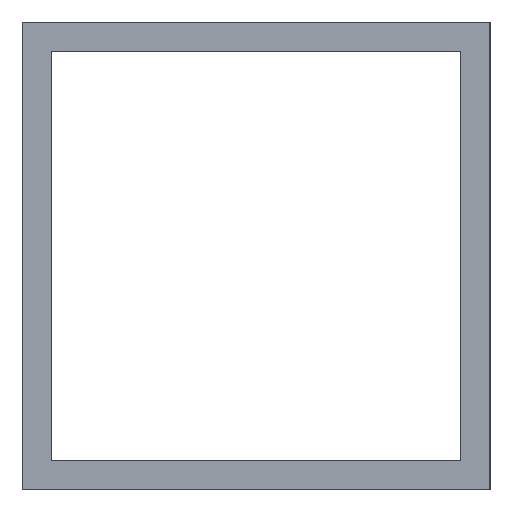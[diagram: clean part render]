
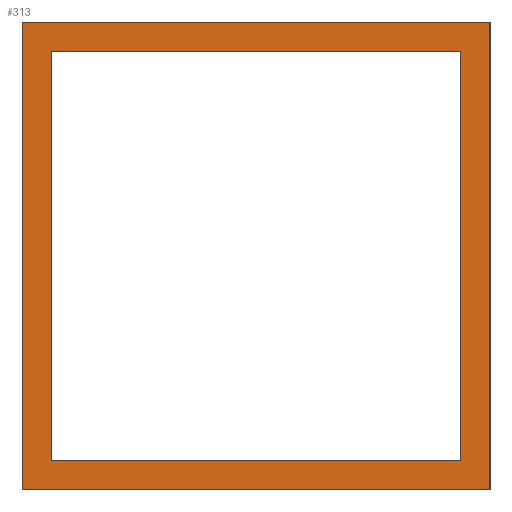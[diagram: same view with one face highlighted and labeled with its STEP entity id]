
A CAD part, left-side view. The second image highlights one B-rep face of the part: STEP entity #313.
In plain terms, the highlighted planar face has unit normal (-1, 0, 0).
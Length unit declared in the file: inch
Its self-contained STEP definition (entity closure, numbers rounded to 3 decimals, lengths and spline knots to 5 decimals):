
#7 = CARTESIAN_POINT ( 'NONE',  ( -29.5, 0., 0.4375 ) ) ;
#9 = CARTESIAN_POINT ( 'NONE',  ( -29.5, -0.4375, 0.4375 ) ) ;
#11 = ORIENTED_EDGE ( 'NONE', *, *, #88, .F. ) ;
#14 = DIRECTION ( 'NONE',  ( 0., 0., -1. ) ) ;
#15 = EDGE_LOOP ( 'NONE', ( #103, #45, #262, #67 ) ) ;
#19 = VERTEX_POINT ( 'NONE', #156 ) ;
#26 = VECTOR ( 'NONE', #276, 39.37008 ) ;
#36 = CARTESIAN_POINT ( 'NONE',  ( -29.5, -0.5, 0.5 ) ) ;
#37 = DIRECTION ( 'NONE',  ( 0., 1., 0. ) ) ;
#40 = DIRECTION ( 'NONE',  ( 0., 0., -1. ) ) ;
#42 = VECTOR ( 'NONE', #153, 39.37008 ) ;
#45 = ORIENTED_EDGE ( 'NONE', *, *, #252, .T. ) ;
#52 = EDGE_CURVE ( 'NONE', #293, #283, #208, .T. ) ;
#56 = LINE ( 'NONE', #301, #272 ) ;
#57 = VECTOR ( 'NONE', #37, 39.37008 ) ;
#60 = CARTESIAN_POINT ( 'NONE',  ( -29.5, 0.4375, 0.4375 ) ) ;
#64 = CARTESIAN_POINT ( 'NONE',  ( -29.5, -0.4375, -0.4375 ) ) ;
#66 = VECTOR ( 'NONE', #144, 39.37008 ) ;
#67 = ORIENTED_EDGE ( 'NONE', *, *, #270, .T. ) ;
#69 = PLANE ( 'NONE',  #265 ) ;
#74 = ORIENTED_EDGE ( 'NONE', *, *, #85, .F. ) ;
#85 = EDGE_CURVE ( 'NONE', #283, #147, #112, .T. ) ;
#87 = LINE ( 'NONE', #330, #26 ) ;
#88 = EDGE_CURVE ( 'NONE', #19, #293, #218, .T. ) ;
#94 = VERTEX_POINT ( 'NONE', #9 ) ;
#95 = CARTESIAN_POINT ( 'NONE',  ( -29.5, 0.5, -0.5 ) ) ;
#97 = CARTESIAN_POINT ( 'NONE',  ( -29.5, 0.5, 0.5 ) ) ;
#103 = ORIENTED_EDGE ( 'NONE', *, *, #172, .T. ) ;
#110 = DIRECTION ( 'NONE',  ( 0., -1., 0. ) ) ;
#112 = LINE ( 'NONE', #36, #222 ) ;
#135 = LINE ( 'NONE', #7, #328 ) ;
#144 = DIRECTION ( 'NONE',  ( 0., 0., 1. ) ) ;
#146 = CARTESIAN_POINT ( 'NONE',  ( -29.5, 0.4375, -0.4375 ) ) ;
#147 = VERTEX_POINT ( 'NONE', #219 ) ;
#148 = CARTESIAN_POINT ( 'NONE',  ( -29.5, 0.4375, 0. ) ) ;
#150 = EDGE_CURVE ( 'NONE', #205, #94, #135, .T. ) ;
#153 = DIRECTION ( 'NONE',  ( 0., 0., 1. ) ) ;
#156 = CARTESIAN_POINT ( 'NONE',  ( -29.5, -0.5, -0.5 ) ) ;
#161 = CARTESIAN_POINT ( 'NONE',  ( -29.5, -0.5, -0.5 ) ) ;
#164 = DIRECTION ( 'NONE',  ( 0., 0., -1. ) ) ;
#171 = ORIENTED_EDGE ( 'NONE', *, *, #212, .F. ) ;
#172 = EDGE_CURVE ( 'NONE', #342, #333, #87, .T. ) ;
#173 = LINE ( 'NONE', #148, #66 ) ;
#195 = LINE ( 'NONE', #308, #297 ) ;
#205 = VERTEX_POINT ( 'NONE', #60 ) ;
#206 = CARTESIAN_POINT ( 'NONE',  ( -29.5, 0.5, 0.5 ) ) ;
#208 = LINE ( 'NONE', #206, #42 ) ;
#212 = EDGE_CURVE ( 'NONE', #147, #19, #56, .T. ) ;
#218 = LINE ( 'NONE', #161, #57 ) ;
#219 = CARTESIAN_POINT ( 'NONE',  ( -29.5, -0.5, 0.5 ) ) ;
#221 = DIRECTION ( 'NONE',  ( 0., -1., 0. ) ) ;
#222 = VECTOR ( 'NONE', #110, 39.37008 ) ;
#252 = EDGE_CURVE ( 'NONE', #333, #205, #173, .T. ) ;
#257 = CARTESIAN_POINT ( 'NONE',  ( -29.5, 0., 0. ) ) ;
#261 = FACE_BOUND ( 'NONE', #15, .T. ) ;
#262 = ORIENTED_EDGE ( 'NONE', *, *, #150, .T. ) ;
#265 = AXIS2_PLACEMENT_3D ( 'NONE', #257, #288, #14 ) ;
#270 = EDGE_CURVE ( 'NONE', #94, #342, #195, .T. ) ;
#272 = VECTOR ( 'NONE', #164, 39.37008 ) ;
#276 = DIRECTION ( 'NONE',  ( 0., 1., 0. ) ) ;
#283 = VERTEX_POINT ( 'NONE', #97 ) ;
#288 = DIRECTION ( 'NONE',  ( 1., 0., 0. ) ) ;
#293 = VERTEX_POINT ( 'NONE', #95 ) ;
#297 = VECTOR ( 'NONE', #40, 39.37008 ) ;
#301 = CARTESIAN_POINT ( 'NONE',  ( -29.5, -0.5, 0.5 ) ) ;
#308 = CARTESIAN_POINT ( 'NONE',  ( -29.5, -0.4375, 0. ) ) ;
#311 = FACE_OUTER_BOUND ( 'NONE', #340, .T. ) ;
#313 = ADVANCED_FACE ( 'NONE', ( #311, #261 ), #69, .F. ) ;
#323 = ORIENTED_EDGE ( 'NONE', *, *, #52, .F. ) ;
#328 = VECTOR ( 'NONE', #221, 39.37008 ) ;
#330 = CARTESIAN_POINT ( 'NONE',  ( -29.5, 0., -0.4375 ) ) ;
#333 = VERTEX_POINT ( 'NONE', #146 ) ;
#340 = EDGE_LOOP ( 'NONE', ( #11, #171, #74, #323 ) ) ;
#342 = VERTEX_POINT ( 'NONE', #64 ) ;
